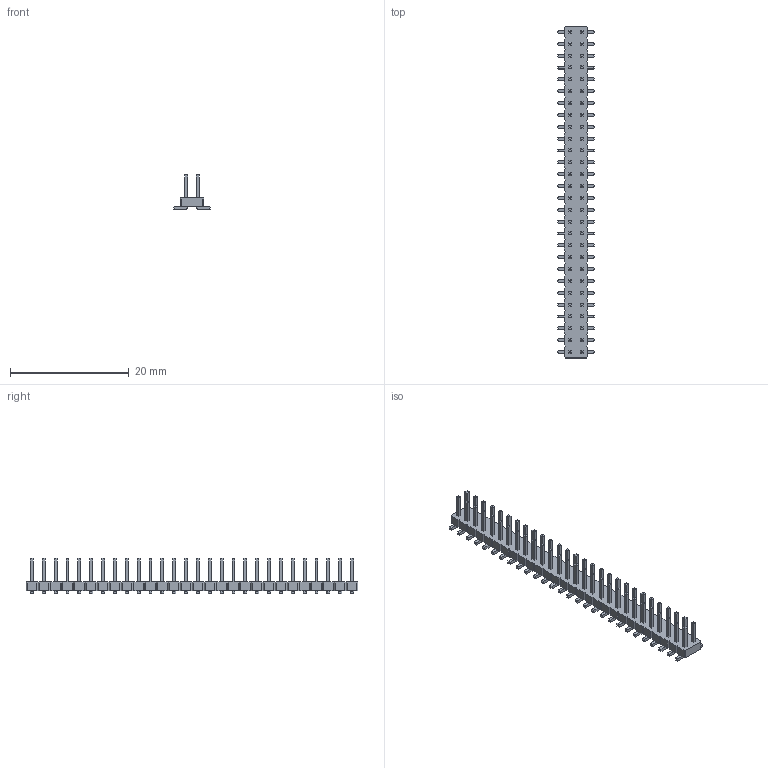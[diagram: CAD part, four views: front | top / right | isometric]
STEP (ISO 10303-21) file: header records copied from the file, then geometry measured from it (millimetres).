
FILE_DESCRIPTION(/* description */ ('model of PinHeader_2x28_P2.00mm_Vertical_SMD'),/* implementation_level */ '2;1');
FILE_NAME(/* name */ 'PinHeader_2x28_P2.00mm_Vertical_SMD.step',/* time_stamp */ '2018-01-24T13:56:32',/* author */ ('kicad StepUp','ksu'),/* organization */ ('FreeCAD'),/* preprocessor_version */ 'OCC',/* originating_system */ 'kicad StepUp',/* authorisation */ '');
FILE_SCHEMA(('AUTOMOTIVE_DESIGN { 1 0 10303 214 1 1 1 1 }'));
Length unit declared in the file: millimetre
Products named in the file (2): PinHeader_2x28_P200mm_Vertical_SMD; Shape0_973909760108
Bounding box: 6.2 x 56 x 6 mm (x, y, z)
Volume: 439.6 mm3; surface area: 1512.1 mm2
Topology: 57 solids, 57 shells, 1124 faces, 2582 edges, 1572 vertices
Faces by surface type: plane 1068, cylinder 56
Entity records: 19884 total; most frequent: ORIENTED_EDGE 3930, CARTESIAN_POINT 3255, EDGE_CURVE 2582, LINE 2470, VERTEX_POINT 1572, AXIS2_PLACEMENT_3D 1209, ADVANCED_FACE 1124, FACE_BOUND 1124
